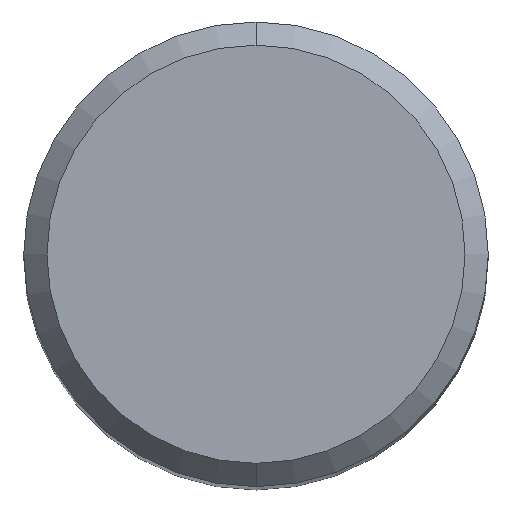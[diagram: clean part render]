
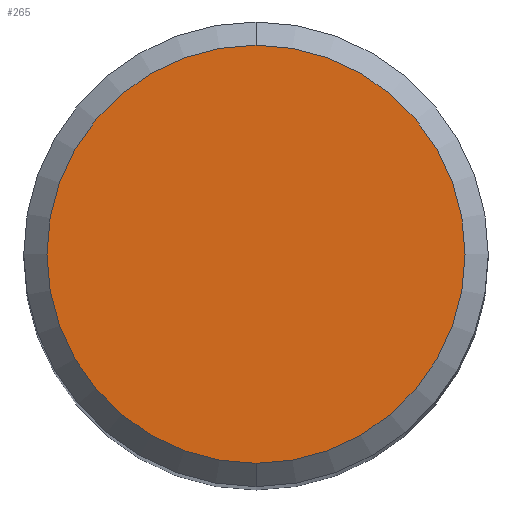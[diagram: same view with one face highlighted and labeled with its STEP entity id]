
A CAD part, top view. The second image highlights one B-rep face of the part: STEP entity #265.
In plain terms, the highlighted planar face has unit normal (0, 0, 1).
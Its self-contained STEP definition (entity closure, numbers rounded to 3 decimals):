
#245=EDGE_CURVE('',#309,#367,#565,.T.);
#263=EDGE_CURVE('',#367,#309,#584,.T.);
#265=ADVANCED_FACE('',(#586),#587,.T.);
#309=VERTEX_POINT('',#632);
#367=VERTEX_POINT('',#695);
#565=CIRCLE('',#950,4.5);
#584=CIRCLE('',#978,4.5);
#586=FACE_OUTER_BOUND('',#980,.T.);
#587=PLANE('',#981);
#632=CARTESIAN_POINT('',(0.,-4.5,0.0));
#695=CARTESIAN_POINT('',(0.0,4.5,0.0));
#950=AXIS2_PLACEMENT_3D('',#1605,#1606,#1607);
#978=AXIS2_PLACEMENT_3D('',#1630,#1631,#1632);
#980=EDGE_LOOP('',(#1634,#1635));
#981=AXIS2_PLACEMENT_3D('',#1636,#1637,#1638);
#1605=CARTESIAN_POINT('',(0.0,0.0,0.0));
#1606=DIRECTION('',(0.0,0.0,-1.0));
#1607=DIRECTION('',(0.0,1.0,0.0));
#1630=CARTESIAN_POINT('',(0.0,0.0,0.0));
#1631=DIRECTION('',(0.0,0.0,-1.0));
#1632=DIRECTION('',(0.0,1.0,0.0));
#1634=ORIENTED_EDGE('',*,*,#263,.F.);
#1635=ORIENTED_EDGE('',*,*,#245,.F.);
#1636=CARTESIAN_POINT('',(0.0,2.25,0.0));
#1637=DIRECTION('',(-0.0,0.0,1.0));
#1638=DIRECTION('',(0.0,-1.0,0.0));
